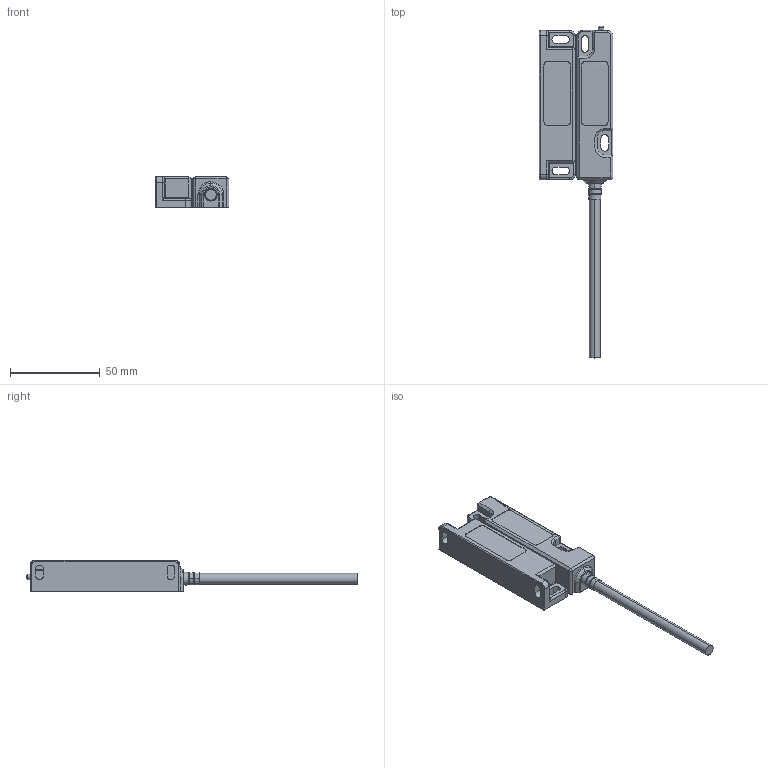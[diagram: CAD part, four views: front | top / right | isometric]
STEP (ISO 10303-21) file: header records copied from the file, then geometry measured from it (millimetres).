
FILE_DESCRIPTION (( 'STEP AP214' ), '1' );
FILE_NAME ('CPC-115007.step', '2017-09-27T13:23:01', ( '' ), ( '' ), 'SwSTEP 2.0', 'SolidWorks 2017', '' );
FILE_SCHEMA (( 'AUTOMOTIVE_DESIGN' ));
Length unit declared in the file: inch
Products named in the file (3): CPC-115007_2; CPC-115007_1; CPC-115007
Assembly tree (2 placements, depth 2):
  CPC-115007
    CPC-115007_1
    CPC-115007_2
Bounding box: 41 x 184.59 x 17 mm (x, y, z)
Volume: 53131.4 mm3; surface area: 16216.5 mm2
Topology: 5 solids, 5 shells, 199 faces, 490 edges, 299 vertices
Faces by surface type: plane 78, cylinder 71, bspline 32, cone 18
Entity records: 6765 total; most frequent: CARTESIAN_POINT 2034, ORIENTED_EDGE 972, DIRECTION 945, EDGE_CURVE 486, AXIS2_PLACEMENT_3D 338, VERTEX_POINT 299, LINE 269, VECTOR 269
